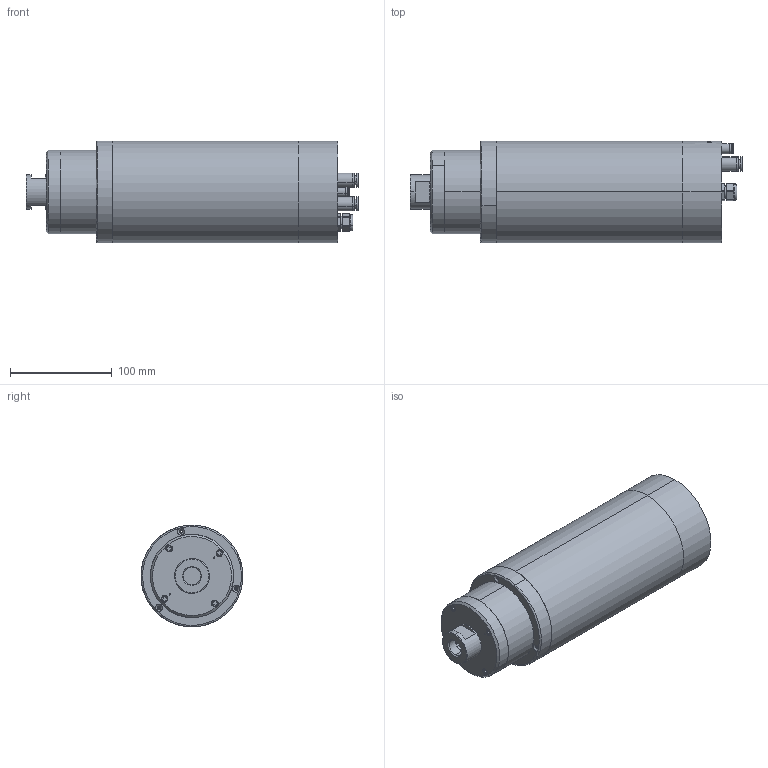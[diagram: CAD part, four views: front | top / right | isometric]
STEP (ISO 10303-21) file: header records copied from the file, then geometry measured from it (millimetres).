
FILE_DESCRIPTION (( 'STEP AP203' ), '1' );
FILE_NAME ('100主轴（磨床主轴）.STEP', '2026-04-10T08:16:07', ( 'Microsoft' ), ( 'Microsoft' ), 'SwSTEP 2.0', 'SolidWorks 2018', '' );
FILE_SCHEMA (( 'CONFIG_CONTROL_DESIGN' ));
Length unit declared in the file: millimetre
Products named in the file (1): 100翋粣ㄗ艦散翋粣ㄘ
Bounding box: 325.5 x 100 x 100 mm (x, y, z)
Surface area: 129737.3 mm2 (no closed solid volume)
Topology: 0 solids, 23 shells, 232 faces, 820 edges, 620 vertices
Faces by surface type: cylinder 126, plane 82, cone 18, torus 6
Entity records: 9937 total; most frequent: CARTESIAN_POINT 2381, DIRECTION 1743, ORIENTED_EDGE 1256, EDGE_CURVE 820, AXIS2_PLACEMENT_3D 723, VERTEX_POINT 620, CIRCLE 490, EDGE_LOOP 355
